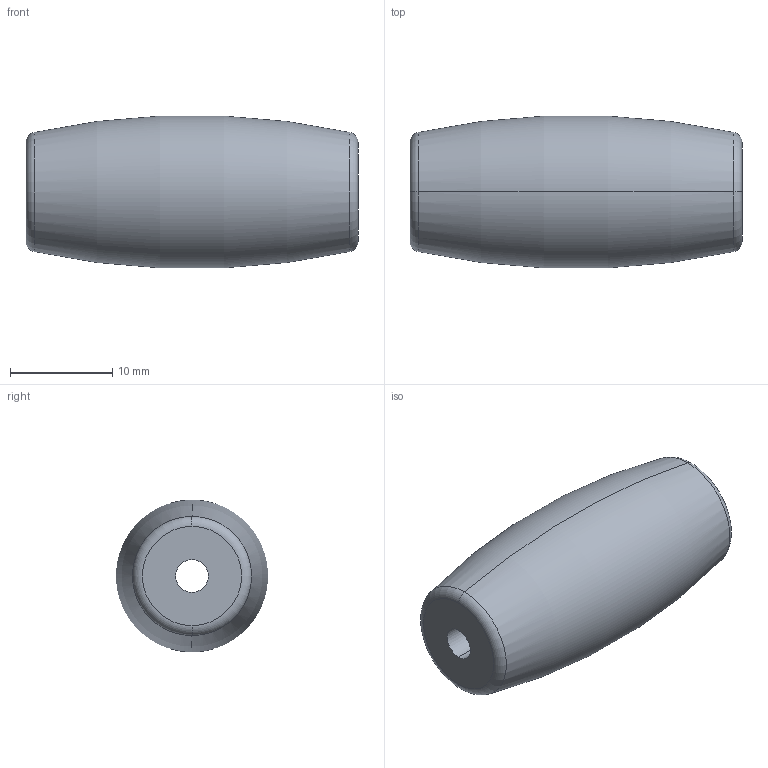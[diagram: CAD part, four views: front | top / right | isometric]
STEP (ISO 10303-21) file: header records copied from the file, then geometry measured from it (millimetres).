
FILE_DESCRIPTION (( 'STEP AP214' ), '1' );
FILE_NAME ('wheelwhat.STEP', '2025-10-25T02:42:55', ( '' ), ( '' ), 'SwSTEP 2.0', 'SolidWorks 2024', '' );
FILE_SCHEMA (( 'AUTOMOTIVE_DESIGN' ));
Length unit declared in the file: millimetre
Products named in the file (1): wheelwhat
Bounding box: 32.5 x 14.86 x 14.87 mm (x, y, z)
Volume: 4605.2 mm3; surface area: 1910.9 mm2
Topology: 1 solids, 1 shells, 10 faces, 20 edges, 12 vertices
Faces by surface type: torus 6, plane 2, cylinder 2
Entity records: 297 total; most frequent: DIRECTION 60, CARTESIAN_POINT 43, ORIENTED_EDGE 40, AXIS2_PLACEMENT_3D 29, EDGE_CURVE 20, CIRCLE 18, VERTEX_POINT 12, EDGE_LOOP 12
